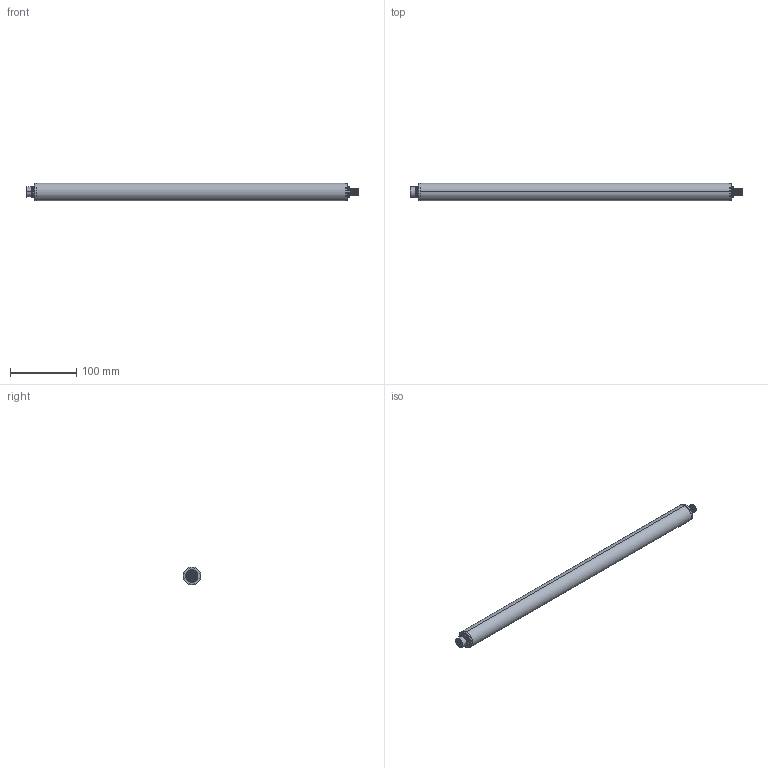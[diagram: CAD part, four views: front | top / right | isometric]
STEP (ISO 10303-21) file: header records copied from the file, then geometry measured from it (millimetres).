
FILE_DESCRIPTION((''),'2;1');
FILE_NAME('185260_ASM','2016-08-09T',('pdmadmin'),(''),'PRO/ENGINEER BY PARAMETRIC TECHNOLOGY CORPORATION, 2016010','PRO/ENGINEER BY PARAMETRIC TECHNOLOGY CORPORATION, 2016010','');
FILE_SCHEMA(('CONFIG_CONTROL_DESIGN'));
Length unit declared in the file: millimetre
Products named in the file (9): 194868_AF0; 194125; 08427; 194126; 145997_HSG; 306-00249; 307-00176; 145997_ASM; 185260_ASM
Assembly tree (11 placements, depth 3):
  185260_ASM
    194868_AF0
    194125
    08427
    194126
    145997_ASM
      145997_HSG
      306-00249  x4
      307-00176
Bounding box: 501.5 x 27 x 27 mm (x, y, z)
Volume: 67963 mm3; surface area: 89785.1 mm2
Topology: 10 solids, 10 shells, 863 faces, 2141 edges, 1351 vertices
Faces by surface type: cylinder 311, plane 286, bspline 150, torus 72, cone 42, sphere 2
Entity records: 37027 total; most frequent: CARTESIAN_POINT 20373, ORIENTED_EDGE 3544, DIRECTION 3296, EDGE_CURVE 1772, AXIS2_PLACEMENT_3D 1277, VERTEX_POINT 1129, EDGE_LOOP 781, VECTOR 742
